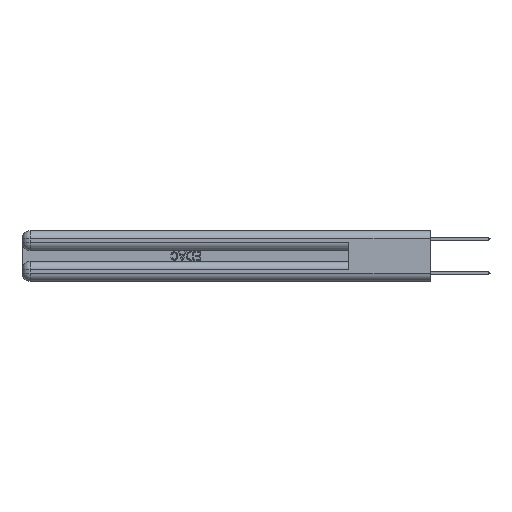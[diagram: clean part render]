
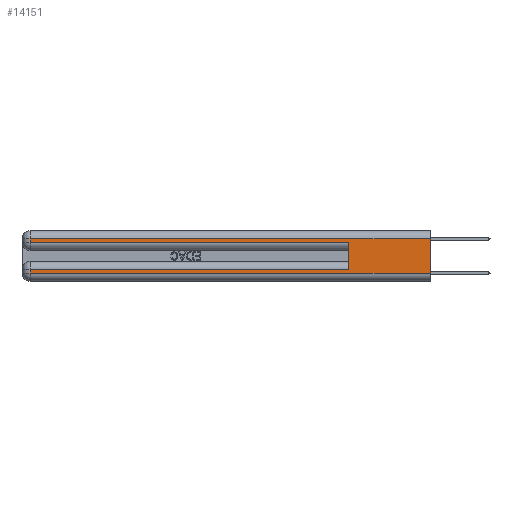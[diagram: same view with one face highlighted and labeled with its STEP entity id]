
A CAD part, left-side view. The second image highlights one B-rep face of the part: STEP entity #14151.
In plain terms, the highlighted planar face has unit normal (-1, 0, 0).
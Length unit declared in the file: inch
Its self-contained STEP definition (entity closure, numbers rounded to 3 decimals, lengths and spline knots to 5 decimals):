
#1609 = CARTESIAN_POINT ( 'NONE',  ( 0., 2.94, 0.285 ) ) ;
#2218 = CARTESIAN_POINT ( 'NONE',  ( 0., 0., 0.37 ) ) ;
#2255 = ORIENTED_EDGE ( 'NONE', *, *, #11870, .T. ) ;
#2743 = LINE ( 'NONE', #17650, #21143 ) ;
#2817 = VECTOR ( 'NONE', #16358, 39.37008 ) ;
#3082 = VECTOR ( 'NONE', #24916, 39.37008 ) ;
#3168 = VERTEX_POINT ( 'NONE', #28685 ) ;
#3797 = VECTOR ( 'NONE', #7128, 39.37008 ) ;
#4029 = CARTESIAN_POINT ( 'NONE',  ( 0., 0., 0.37 ) ) ;
#4089 = ORIENTED_EDGE ( 'NONE', *, *, #15842, .T. ) ;
#4657 = DIRECTION ( 'NONE',  ( 1., 0., 0. ) ) ;
#5984 = ORIENTED_EDGE ( 'NONE', *, *, #10044, .T. ) ;
#6077 = ORIENTED_EDGE ( 'NONE', *, *, #24579, .F. ) ;
#6436 = CARTESIAN_POINT ( 'NONE',  ( 0., 0., 0.06 ) ) ;
#6958 = CARTESIAN_POINT ( 'NONE',  ( 0., 0., 0.285 ) ) ;
#7012 = CARTESIAN_POINT ( 'NONE',  ( 0., 0., 0.085 ) ) ;
#7128 = DIRECTION ( 'NONE',  ( 0., 0., -1. ) ) ;
#7510 = VERTEX_POINT ( 'NONE', #1609 ) ;
#9786 = ORIENTED_EDGE ( 'NONE', *, *, #27244, .F. ) ;
#9824 = CARTESIAN_POINT ( 'NONE',  ( 0., 0.6, 0.145 ) ) ;
#10044 = EDGE_CURVE ( 'NONE', #20787, #24318, #16734, .T. ) ;
#10147 = LINE ( 'NONE', #9824, #3082 ) ;
#11725 = ORIENTED_EDGE ( 'NONE', *, *, #21294, .T. ) ;
#11751 = CARTESIAN_POINT ( 'NONE',  ( 0., 0., 0.31 ) ) ;
#11870 = EDGE_CURVE ( 'NONE', #24318, #20749, #2743, .T. ) ;
#11994 = CARTESIAN_POINT ( 'NONE',  ( 0., 2.94, 0.37 ) ) ;
#13290 = DIRECTION ( 'NONE',  ( 0., -1., 0. ) ) ;
#13617 = EDGE_CURVE ( 'NONE', #7510, #16269, #29181, .T. ) ;
#14151 = ADVANCED_FACE ( 'NONE', ( #26236 ), #26859, .F. ) ;
#14301 = VECTOR ( 'NONE', #29543, 39.37008 ) ;
#14912 = LINE ( 'NONE', #11994, #3797 ) ;
#15564 = AXIS2_PLACEMENT_3D ( 'NONE', #2218, #4657, #31575 ) ;
#15842 = EDGE_CURVE ( 'NONE', #3168, #16530, #28955, .T. ) ;
#16269 = VERTEX_POINT ( 'NONE', #28601 ) ;
#16286 = EDGE_CURVE ( 'NONE', #29853, #20787, #29238, .T. ) ;
#16358 = DIRECTION ( 'NONE',  ( 0., 0., -1. ) ) ;
#16530 = VERTEX_POINT ( 'NONE', #25488 ) ;
#16734 = LINE ( 'NONE', #19632, #14301 ) ;
#16902 = DIRECTION ( 'NONE',  ( 0., 1., 0. ) ) ;
#17650 = CARTESIAN_POINT ( 'NONE',  ( 0., 0., 0.06 ) ) ;
#18263 = CARTESIAN_POINT ( 'NONE',  ( 0., 2.94, 0.085 ) ) ;
#19170 = VECTOR ( 'NONE', #16902, 39.37008 ) ;
#19632 = CARTESIAN_POINT ( 'NONE',  ( 0., 2.94, 0.37 ) ) ;
#20749 = VERTEX_POINT ( 'NONE', #6436 ) ;
#20787 = VERTEX_POINT ( 'NONE', #18263 ) ;
#21061 = LINE ( 'NONE', #4029, #2817 ) ;
#21075 = CARTESIAN_POINT ( 'NONE',  ( 0., 0.6, 0.085 ) ) ;
#21143 = VECTOR ( 'NONE', #13290, 39.37008 ) ;
#21294 = EDGE_CURVE ( 'NONE', #16530, #7510, #14912, .T. ) ;
#23835 = DIRECTION ( 'NONE',  ( 0., -1., 0. ) ) ;
#24318 = VERTEX_POINT ( 'NONE', #26908 ) ;
#24579 = EDGE_CURVE ( 'NONE', #3168, #20749, #21061, .T. ) ;
#24863 = VECTOR ( 'NONE', #29277, 39.37008 ) ;
#24916 = DIRECTION ( 'NONE',  ( 0., 0., 1. ) ) ;
#25488 = CARTESIAN_POINT ( 'NONE',  ( 0., 2.94, 0.31 ) ) ;
#26236 = FACE_OUTER_BOUND ( 'NONE', #30084, .T. ) ;
#26333 = ORIENTED_EDGE ( 'NONE', *, *, #13617, .T. ) ;
#26859 = PLANE ( 'NONE',  #15564 ) ;
#26908 = CARTESIAN_POINT ( 'NONE',  ( 0., 2.94, 0.06 ) ) ;
#27244 = EDGE_CURVE ( 'NONE', #29853, #16269, #10147, .T. ) ;
#27923 = ORIENTED_EDGE ( 'NONE', *, *, #16286, .T. ) ;
#28601 = CARTESIAN_POINT ( 'NONE',  ( 0., 0.6, 0.285 ) ) ;
#28685 = CARTESIAN_POINT ( 'NONE',  ( 0., 0., 0.31 ) ) ;
#28955 = LINE ( 'NONE', #11751, #24863 ) ;
#29181 = LINE ( 'NONE', #6958, #31581 ) ;
#29238 = LINE ( 'NONE', #7012, #19170 ) ;
#29277 = DIRECTION ( 'NONE',  ( 0., 1., 0. ) ) ;
#29543 = DIRECTION ( 'NONE',  ( 0., 0., -1. ) ) ;
#29853 = VERTEX_POINT ( 'NONE', #21075 ) ;
#30084 = EDGE_LOOP ( 'NONE', ( #6077, #4089, #11725, #26333, #9786, #27923, #5984, #2255 ) ) ;
#31575 = DIRECTION ( 'NONE',  ( 0., 0., -1. ) ) ;
#31581 = VECTOR ( 'NONE', #23835, 39.37008 ) ;
